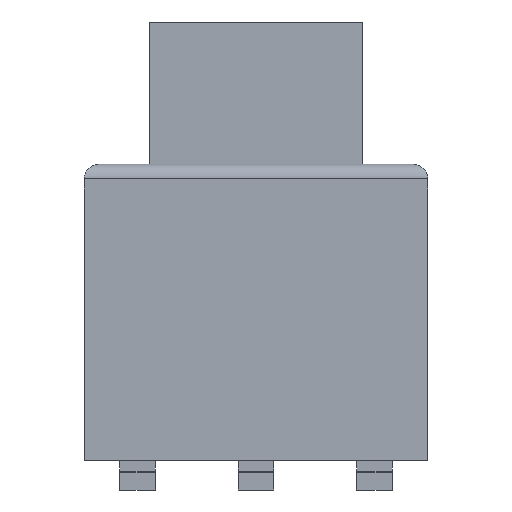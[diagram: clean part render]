
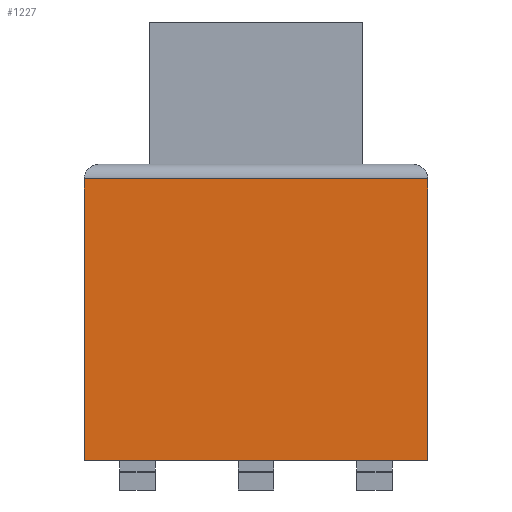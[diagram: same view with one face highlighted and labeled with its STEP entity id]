
A CAD part, left-side view. The second image highlights one B-rep face of the part: STEP entity #1227.
In plain terms, the highlighted planar face has unit normal (-1, 0, 0).
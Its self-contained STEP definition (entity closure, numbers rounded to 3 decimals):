
#75=FACE_OUTER_BOUND('',#151,.T.);
#151=EDGE_LOOP('',(#821,#822,#823,#824));
#227=LINE('',#1792,#375);
#230=LINE('',#1798,#378);
#232=LINE('',#1802,#380);
#233=LINE('',#1803,#381);
#375=VECTOR('',#1432,10.);
#378=VECTOR('',#1437,10.);
#380=VECTOR('',#1441,10.);
#381=VECTOR('',#1442,10.);
#523=VERTEX_POINT('',#1789);
#524=VERTEX_POINT('',#1791);
#525=VERTEX_POINT('',#1795);
#527=VERTEX_POINT('',#1801);
#639=EDGE_CURVE('',#523,#524,#227,.T.);
#642=EDGE_CURVE('',#525,#523,#230,.T.);
#644=EDGE_CURVE('',#527,#525,#232,.T.);
#645=EDGE_CURVE('',#527,#524,#233,.T.);
#821=ORIENTED_EDGE('',*,*,#644,.F.);
#822=ORIENTED_EDGE('',*,*,#645,.T.);
#823=ORIENTED_EDGE('',*,*,#639,.F.);
#824=ORIENTED_EDGE('',*,*,#642,.F.);
#1167=PLANE('',#1324);
#1227=ADVANCED_FACE('',(#75),#1167,.T.);
#1324=AXIS2_PLACEMENT_3D('',#1800,#1439,#1440);
#1432=DIRECTION('',(0.,1.,0.));
#1437=DIRECTION('',(0.,0.,-1.));
#1439=DIRECTION('center_axis',(-1.,0.,0.));
#1440=DIRECTION('ref_axis',(0.,1.,0.));
#1441=DIRECTION('',(0.,-1.,0.));
#1442=DIRECTION('',(0.,0.,-1.));
#1789=CARTESIAN_POINT('',(-2.9,-2.9,0.5));
#1791=CARTESIAN_POINT('',(-2.9,2.9,0.5));
#1792=CARTESIAN_POINT('',(-2.9,2.9,0.5));
#1795=CARTESIAN_POINT('',(-2.9,-2.9,5.25));
#1798=CARTESIAN_POINT('',(-2.9,-2.9,5.5));
#1800=CARTESIAN_POINT('Origin',(-2.9,-2.9,5.5));
#1801=CARTESIAN_POINT('',(-2.9,2.9,5.25));
#1802=CARTESIAN_POINT('',(-2.9,-1.45,5.25));
#1803=CARTESIAN_POINT('',(-2.9,2.9,5.5));
